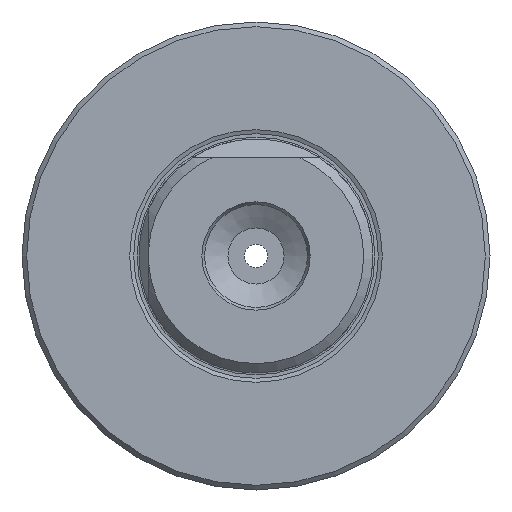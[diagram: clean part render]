
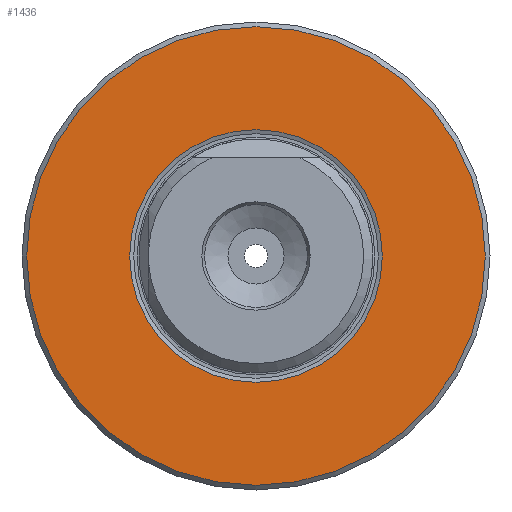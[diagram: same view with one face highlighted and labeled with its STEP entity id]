
A CAD part, left-side view. The second image highlights one B-rep face of the part: STEP entity #1436.
In plain terms, the highlighted planar face has unit normal (-1, 0, 0).
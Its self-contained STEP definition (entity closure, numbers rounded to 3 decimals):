
#469=CARTESIAN_POINT('',(0.0,24.5,0.0));
#470=VERTEX_POINT('',#469);
#471=CARTESIAN_POINT('',(0.0,0.0,0.0));
#472=DIRECTION('',(1.0,0.0,0.0));
#473=DIRECTION('',(0.0,1.0,0.0));
#474=AXIS2_PLACEMENT_3D('',#471,#472,#473);
#475=CIRCLE('',#474,24.5);
#476=EDGE_CURVE('',#470,#470,#475,.T.);
#1410=CARTESIAN_POINT('',(0.0,13.5,0.0));
#1411=VERTEX_POINT('',#1410);
#1412=CARTESIAN_POINT('',(0.0,0.0,0.0));
#1413=DIRECTION('',(1.0,0.0,0.0));
#1414=DIRECTION('',(0.0,1.0,0.0));
#1415=AXIS2_PLACEMENT_3D('',#1412,#1413,#1414);
#1416=CIRCLE('',#1415,13.5);
#1417=EDGE_CURVE('',#1411,#1411,#1416,.T.);
#1425=CARTESIAN_POINT('',(0.0,19.,0.0));
#1426=DIRECTION('',(-1.0,0.0,0.0));
#1427=DIRECTION('',(0.0,0.0,1.0));
#1428=AXIS2_PLACEMENT_3D('',#1425,#1426,#1427);
#1429=PLANE('',#1428);
#1430=ORIENTED_EDGE('',*,*,#476,.F.);
#1431=EDGE_LOOP('',(#1430));
#1432=FACE_OUTER_BOUND('',#1431,.T.);
#1433=ORIENTED_EDGE('',*,*,#1417,.T.);
#1434=EDGE_LOOP('',(#1433));
#1435=FACE_BOUND('',#1434,.T.);
#1436=ADVANCED_FACE('',(#1432,#1435),#1429,.T.);
